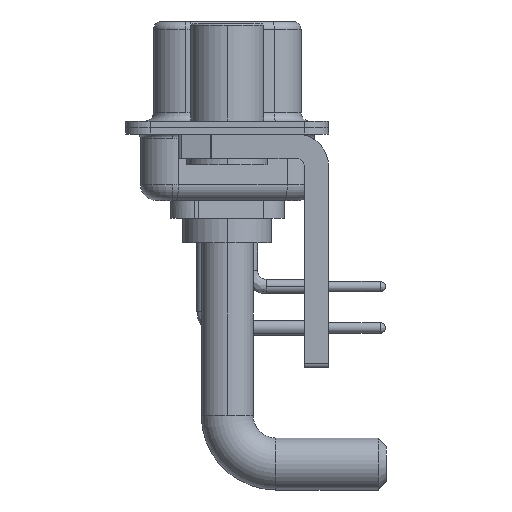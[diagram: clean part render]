
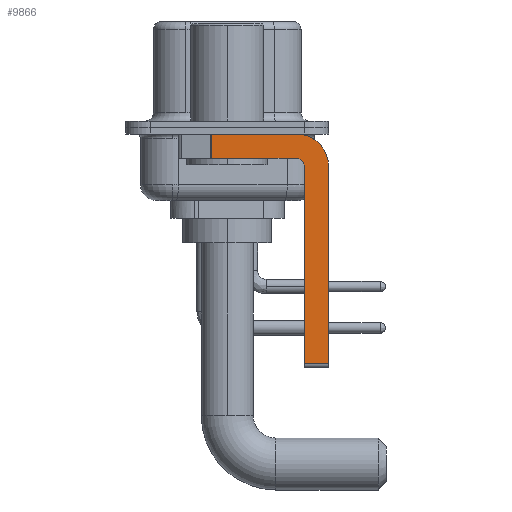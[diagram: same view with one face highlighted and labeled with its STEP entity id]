
A CAD part, left-side view. The second image highlights one B-rep face of the part: STEP entity #9866.
In plain terms, the highlighted planar face has unit normal (-1, 0, 0).
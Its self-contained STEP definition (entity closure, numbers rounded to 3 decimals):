
#204 = EDGE_CURVE ( 'NONE', #12221, #30099, #20196, .T. ) ;
#548 = EDGE_LOOP ( 'NONE', ( #29164, #4315, #2738, #27101, #1982, #1154, #10696, #22733 ) ) ;
#904 = CARTESIAN_POINT ( 'NONE',  ( -2.9, -4.25, -0.4 ) ) ;
#1012 = CARTESIAN_POINT ( 'NONE',  ( -2.9, -4.25, -14.55 ) ) ;
#1154 = ORIENTED_EDGE ( 'NONE', *, *, #26290, .T. ) ;
#1982 = ORIENTED_EDGE ( 'NONE', *, *, #19996, .F. ) ;
#2738 = ORIENTED_EDGE ( 'NONE', *, *, #204, .F. ) ;
#3141 = VERTEX_POINT ( 'NONE', #28943 ) ;
#3563 = EDGE_CURVE ( 'NONE', #3141, #9665, #19317, .T. ) ;
#3719 = VECTOR ( 'NONE', #19495, 1000. ) ;
#3858 = CARTESIAN_POINT ( 'NONE',  ( -2.9, -4.25, -2.4 ) ) ;
#4165 = VECTOR ( 'NONE', #26986, 1000. ) ;
#4315 = ORIENTED_EDGE ( 'NONE', *, *, #7735, .T. ) ;
#4469 = CARTESIAN_POINT ( 'NONE',  ( -2.9, 0.978, -1.9 ) ) ;
#5068 = DIRECTION ( 'NONE',  ( 0., 0., -1. ) ) ;
#5460 = AXIS2_PLACEMENT_3D ( 'NONE', #19728, #14959, #8669 ) ;
#6160 = AXIS2_PLACEMENT_3D ( 'NONE', #15370, #27082, #24602 ) ;
#7473 = CARTESIAN_POINT ( 'NONE',  ( -2.9, -6.25, -2.4 ) ) ;
#7735 = EDGE_CURVE ( 'NONE', #3141, #30099, #23706, .T. ) ;
#7956 = CARTESIAN_POINT ( 'NONE',  ( -2.9, 3., -0.4 ) ) ;
#8401 = LINE ( 'NONE', #17911, #22173 ) ;
#8669 = DIRECTION ( 'NONE',  ( 0., 0., -1. ) ) ;
#9560 = CARTESIAN_POINT ( 'NONE',  ( -2.9, -6.25, -14.55 ) ) ;
#9665 = VERTEX_POINT ( 'NONE', #904 ) ;
#9866 = ADVANCED_FACE ( 'NONE', ( #10602 ), #22144, .F. ) ;
#9936 = DIRECTION ( 'NONE',  ( 0., -1., 0. ) ) ;
#10090 = LINE ( 'NONE', #26874, #28888 ) ;
#10602 = FACE_OUTER_BOUND ( 'NONE', #548, .T. ) ;
#10696 = ORIENTED_EDGE ( 'NONE', *, *, #16151, .F. ) ;
#11393 = DIRECTION ( 'NONE',  ( -1., 0., 0. ) ) ;
#11556 = VERTEX_POINT ( 'NONE', #7473 ) ;
#12221 = VERTEX_POINT ( 'NONE', #12499 ) ;
#12499 = CARTESIAN_POINT ( 'NONE',  ( -2.9, -4.25, -1.9 ) ) ;
#12515 = VECTOR ( 'NONE', #5068, 1000. ) ;
#12958 = CARTESIAN_POINT ( 'NONE',  ( -2.9, -4.25, -1.9 ) ) ;
#14298 = CIRCLE ( 'NONE', #5460, 2. ) ;
#14959 = DIRECTION ( 'NONE',  ( 1., 0., 0. ) ) ;
#15370 = CARTESIAN_POINT ( 'NONE',  ( -2.9, -4.25, -2.4 ) ) ;
#16151 = EDGE_CURVE ( 'NONE', #11556, #27171, #10090, .T. ) ;
#17911 = CARTESIAN_POINT ( 'NONE',  ( -2.9, -4.75, -14.8 ) ) ;
#18179 = DIRECTION ( 'NONE',  ( 0., 0., 1. ) ) ;
#18183 = CARTESIAN_POINT ( 'NONE',  ( -2.9, -4.75, -14.55 ) ) ;
#18378 = VECTOR ( 'NONE', #9936, 1000. ) ;
#19131 = VERTEX_POINT ( 'NONE', #20184 ) ;
#19143 = VERTEX_POINT ( 'NONE', #18183 ) ;
#19317 = LINE ( 'NONE', #7956, #18378 ) ;
#19479 = DIRECTION ( 'NONE',  ( 0., 0., -1. ) ) ;
#19495 = DIRECTION ( 'NONE',  ( 0., -1., 0. ) ) ;
#19728 = CARTESIAN_POINT ( 'NONE',  ( -2.9, -4.25, -2.4 ) ) ;
#19996 = EDGE_CURVE ( 'NONE', #19143, #19131, #8401, .T. ) ;
#20071 = EDGE_CURVE ( 'NONE', #9665, #11556, #14298, .T. ) ;
#20184 = CARTESIAN_POINT ( 'NONE',  ( -2.9, -4.75, -2.4 ) ) ;
#20196 = LINE ( 'NONE', #12958, #4165 ) ;
#21589 = CIRCLE ( 'NONE', #29457, 0.5 ) ;
#22106 = LINE ( 'NONE', #1012, #3719 ) ;
#22144 = PLANE ( 'NONE',  #6160 ) ;
#22173 = VECTOR ( 'NONE', #22696, 1000. ) ;
#22696 = DIRECTION ( 'NONE',  ( 0., 0., 1. ) ) ;
#22733 = ORIENTED_EDGE ( 'NONE', *, *, #20071, .F. ) ;
#23706 = LINE ( 'NONE', #4469, #12515 ) ;
#24602 = DIRECTION ( 'NONE',  ( 0., 0., -1. ) ) ;
#26290 = EDGE_CURVE ( 'NONE', #19143, #27171, #22106, .T. ) ;
#26874 = CARTESIAN_POINT ( 'NONE',  ( -2.9, -6.25, -2.4 ) ) ;
#26986 = DIRECTION ( 'NONE',  ( 0., 1., 0. ) ) ;
#27082 = DIRECTION ( 'NONE',  ( 1., 0., 0. ) ) ;
#27101 = ORIENTED_EDGE ( 'NONE', *, *, #30341, .F. ) ;
#27171 = VERTEX_POINT ( 'NONE', #9560 ) ;
#28508 = CARTESIAN_POINT ( 'NONE',  ( -2.9, 0.978, -1.9 ) ) ;
#28888 = VECTOR ( 'NONE', #19479, 1000. ) ;
#28943 = CARTESIAN_POINT ( 'NONE',  ( -2.9, 0.978, -0.4 ) ) ;
#29164 = ORIENTED_EDGE ( 'NONE', *, *, #3563, .F. ) ;
#29457 = AXIS2_PLACEMENT_3D ( 'NONE', #3858, #11393, #18179 ) ;
#30099 = VERTEX_POINT ( 'NONE', #28508 ) ;
#30341 = EDGE_CURVE ( 'NONE', #19131, #12221, #21589, .T. ) ;
